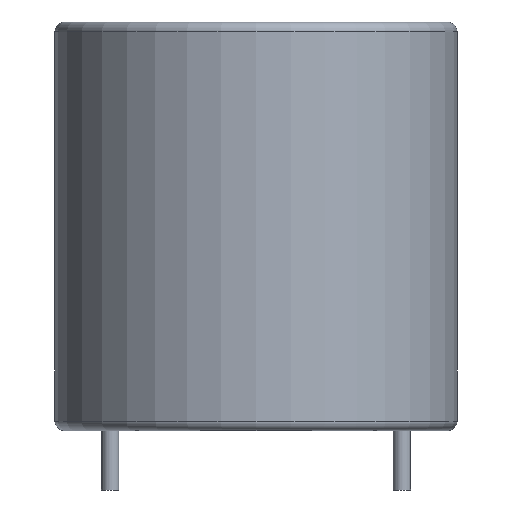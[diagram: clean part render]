
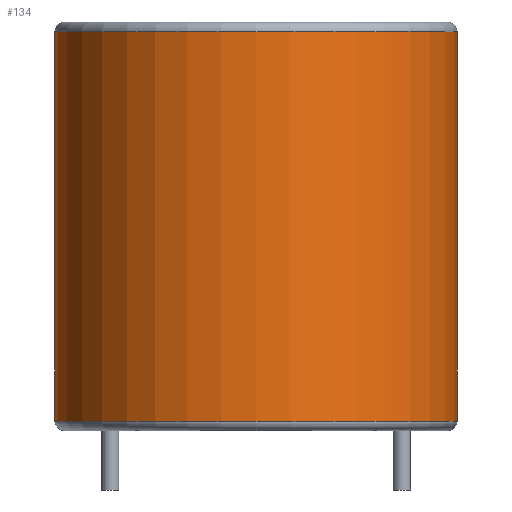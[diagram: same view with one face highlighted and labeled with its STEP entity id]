
A CAD part, front view. The second image highlights one B-rep face of the part: STEP entity #134.
In plain terms, the highlighted cylindrical face has radius 10.5 mm (diameter 21 mm), a full revolution.
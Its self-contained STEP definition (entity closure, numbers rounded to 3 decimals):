
#13=DIRECTION('',(0.,0.,1.));
#27=DIRECTION('',(1.,0.,0.));
#41=VECTOR('',#13,1.);
#50=DIRECTION('',(0.,0.,-1.));
#60=CARTESIAN_POINT('',(7.62,0.,0.1));
#81=CARTESIAN_POINT('',(18.12,0.,0.1));
#87=VERTEX_POINT('',#88);
#88=CARTESIAN_POINT('',(18.12,0.,0.6));
#94=EDGE_CURVE('',#87,#87,#95,.T.);
#95=CIRCLE('',#96,10.5);
#96=AXIS2_PLACEMENT_3D('',#97,#13,#27);
#97=CARTESIAN_POINT('',(7.62,0.,0.6));
#128=AXIS2_PLACEMENT_3D('',#129,#13,#27);
#129=CARTESIAN_POINT('',(7.62,0.,20.94));
#133=AXIS2_PLACEMENT_3D('',#60,#50,#27);
#134=ADVANCED_FACE('',(#135),#147,.T.);
#135=FACE_BOUND('',#136,.F.);
#136=EDGE_LOOP('',(#137,#142,#145,#146));
#137=ORIENTED_EDGE('',*,*,#138,.T.);
#138=EDGE_CURVE('',#87,#139,#141,.T.);
#139=VERTEX_POINT('',#140);
#140=CARTESIAN_POINT('',(18.12,0.,20.94));
#141=LINE('',#81,#41);
#142=ORIENTED_EDGE('',*,*,#143,.T.);
#143=EDGE_CURVE('',#139,#139,#144,.T.);
#144=CIRCLE('',#128,10.5);
#145=ORIENTED_EDGE('',*,*,#138,.F.);
#146=ORIENTED_EDGE('',*,*,#94,.F.);
#147=CYLINDRICAL_SURFACE('',#133,10.5);
